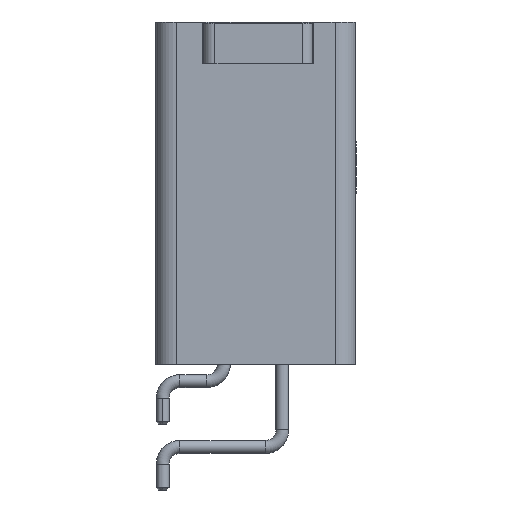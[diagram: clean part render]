
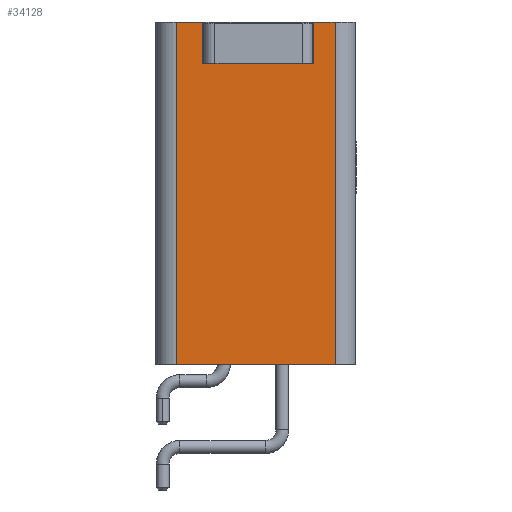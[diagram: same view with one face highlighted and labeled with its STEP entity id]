
A CAD part, left-side view. The second image highlights one B-rep face of the part: STEP entity #34128.
In plain terms, the highlighted planar face has unit normal (-1, 0, 0).
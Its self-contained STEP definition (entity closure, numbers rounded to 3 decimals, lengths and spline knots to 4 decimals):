
#5103=DIRECTION('',(0.,0.,-1.));
#5104=VECTOR('',#5103,6.6);
#5105=CARTESIAN_POINT('',(-13.705,-1.53,0.));
#5106=LINE('',#5105,#5104);
#5124=DIRECTION('',(0.,1.,0.));
#5125=VECTOR('',#5124,3.06);
#5126=CARTESIAN_POINT('',(-13.705,-1.53,-6.6));
#5127=LINE('',#5126,#5125);
#5157=DIRECTION('',(0.,0.,1.));
#5158=VECTOR('',#5157,6.6);
#5159=CARTESIAN_POINT('',(-13.705,1.53,-6.6));
#5160=LINE('',#5159,#5158);
#5165=DIRECTION('',(0.,1.,0.));
#5166=VECTOR('',#5165,2.14);
#5167=CARTESIAN_POINT('',(-13.705,-1.12,-0.8));
#5168=LINE('',#5167,#5166);
#5169=DIRECTION('',(0.,0.,-1.));
#5170=VECTOR('',#5169,0.8);
#5171=CARTESIAN_POINT('',(-13.705,-1.12,0.));
#5172=LINE('',#5171,#5170);
#5173=DIRECTION('',(0.,1.,0.));
#5174=VECTOR('',#5173,0.41);
#5175=CARTESIAN_POINT('',(-13.705,-1.53,0.));
#5176=LINE('',#5175,#5174);
#5177=DIRECTION('',(0.,1.,0.));
#5178=VECTOR('',#5177,0.51);
#5179=CARTESIAN_POINT('',(-13.705,1.02,0.));
#5180=LINE('',#5179,#5178);
#5231=DIRECTION('',(0.,0.,-1.));
#5232=VECTOR('',#5231,0.8);
#5233=CARTESIAN_POINT('',(-13.705,1.02,0.));
#5234=LINE('',#5233,#5232);
#22136=CARTESIAN_POINT('',(-13.705,1.02,0.));
#22137=CARTESIAN_POINT('',(-13.705,1.02,-0.8));
#22138=VERTEX_POINT('',#22136);
#22139=VERTEX_POINT('',#22137);
#22459=CARTESIAN_POINT('',(-13.705,1.53,0.));
#22460=VERTEX_POINT('',#22459);
#22898=CARTESIAN_POINT('',(-13.705,-1.12,-0.8));
#22900=VERTEX_POINT('',#22898);
#23806=CARTESIAN_POINT('',(-13.705,-1.53,0.));
#23807=CARTESIAN_POINT('',(-13.705,-1.12,0.));
#23808=VERTEX_POINT('',#23806);
#23809=VERTEX_POINT('',#23807);
#23960=CARTESIAN_POINT('',(-13.705,-1.53,-6.6));
#23961=CARTESIAN_POINT('',(-13.705,1.53,-6.6));
#23962=VERTEX_POINT('',#23960);
#23963=VERTEX_POINT('',#23961);
#34110=CARTESIAN_POINT('',(-13.705,1.93,0.));
#34111=DIRECTION('',(1.,0.,0.));
#34112=DIRECTION('',(0.,0.,-1.));
#34113=AXIS2_PLACEMENT_3D('',#34110,#34111,#34112);
#34114=PLANE('',#34113);
#34116=ORIENTED_EDGE('',*,*,#34115,.F.);
#34118=ORIENTED_EDGE('',*,*,#34117,.F.);
#34119=ORIENTED_EDGE('',*,*,#25598,.F.);
#34120=ORIENTED_EDGE('',*,*,#34050,.T.);
#34121=ORIENTED_EDGE('',*,*,#34066,.T.);
#34122=ORIENTED_EDGE('',*,*,#34103,.T.);
#34123=ORIENTED_EDGE('',*,*,#25610,.F.);
#34125=ORIENTED_EDGE('',*,*,#34124,.T.);
#34126=EDGE_LOOP('',(#34116,#34118,#34119,#34120,#34121,#34122,#34123,#34125));
#34127=FACE_OUTER_BOUND('',#34126,.F.);
#25598=EDGE_CURVE('',#23808,#23809,#5176,.T.);
#25610=EDGE_CURVE('',#22138,#22460,#5180,.T.);
#34050=EDGE_CURVE('',#23808,#23962,#5106,.T.);
#34066=EDGE_CURVE('',#23962,#23963,#5127,.T.);
#34103=EDGE_CURVE('',#23963,#22460,#5160,.T.);
#34115=EDGE_CURVE('',#22900,#22139,#5168,.T.);
#34117=EDGE_CURVE('',#23809,#22900,#5172,.T.);
#34124=EDGE_CURVE('',#22138,#22139,#5234,.T.);
#34128=ADVANCED_FACE('',(#34127),#34114,.F.);
